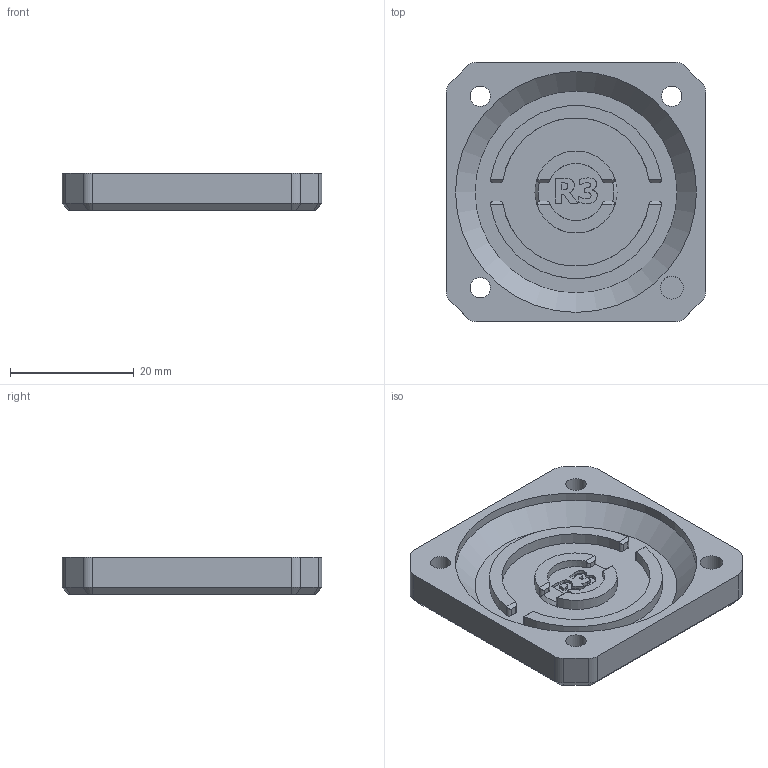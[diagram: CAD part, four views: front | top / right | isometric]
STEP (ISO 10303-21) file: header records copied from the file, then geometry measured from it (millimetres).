
FILE_DESCRIPTION(/* description */ (''),/* implementation_level */ '2;1');
FILE_NAME(/* name */ 'pg-front-case-R3.stp',/* time_stamp */ '2023-07-10T12:58:45+02:00',/* author */ ('Eliáš Knor'),/* organization */ (''),/* preprocessor_version */ 'ST-DEVELOPER v19',/* originating_system */ 'Autodesk Inventor 2023',/* authorisation */ '');
FILE_SCHEMA (('AUTOMOTIVE_DESIGN { 1 0 10303 214 3 1 1 }'));
Length unit declared in the file: millimetre
Products named in the file (1): pg-front-case-E5
Bounding box: 42 x 42 x 6.05 mm (x, y, z)
Volume: 5478.4 mm3; surface area: 5305.9 mm2
Topology: 1 solids, 1 shells, 180 faces, 474 edges, 304 vertices
Faces by surface type: plane 99, cylinder 40, bspline 27, cone 14
Full cylindrical faces by diameter (mm): 3.3 x3, 3.7 x1, 6 x3, 39 x1
Entity records: 5788 total; most frequent: CARTESIAN_POINT 1354, ORIENTED_EDGE 948, DIRECTION 860, EDGE_CURVE 474, VERTEX_POINT 304, AXIS2_PLACEMENT_3D 290, LINE 280, VECTOR 280
